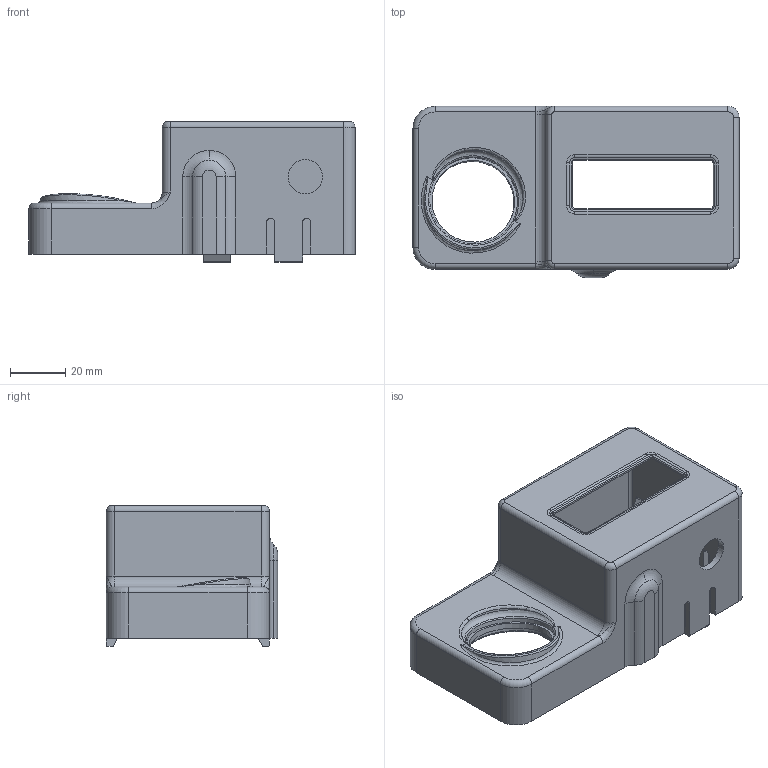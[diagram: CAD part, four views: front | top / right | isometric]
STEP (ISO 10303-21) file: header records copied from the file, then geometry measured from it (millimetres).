
FILE_DESCRIPTION(('CATIA V5 STEP Exchange'),'2;1');
FILE_NAME('Housing_Shell_V3.stp','2025-06-07T12:25:45+00:00',('none'),('none'),'CATIA Version 5 Release 20 GA (IN-10)','CATIA V5 STEP AP214','none');
FILE_SCHEMA(('AUTOMOTIVE_DESIGN { 1 0 10303 214 1 1 1 1 }'));
Length unit declared in the file: millimetre
Products named in the file (1): Anzeige_Gehäuse
Bounding box: 118 x 62 x 51 mm (x, y, z)
Volume: 45593.5 mm3; surface area: 40636.4 mm2
Topology: 1 solids, 1 shells, 319 faces, 794 edges, 493 vertices
Faces by surface type: cylinder 116, plane 116, torus 43, cone 22, bspline 22
Entity records: 11175 total; most frequent: CARTESIAN_POINT 4047, ORIENTED_EDGE 1580, DIRECTION 1207, EDGE_CURVE 790, AXIS2_PLACEMENT_3D 550, VERTEX_POINT 493, VECTOR 409, LINE 409
